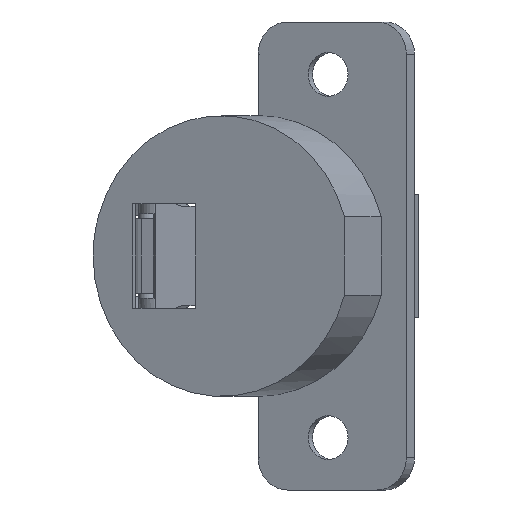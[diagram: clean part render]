
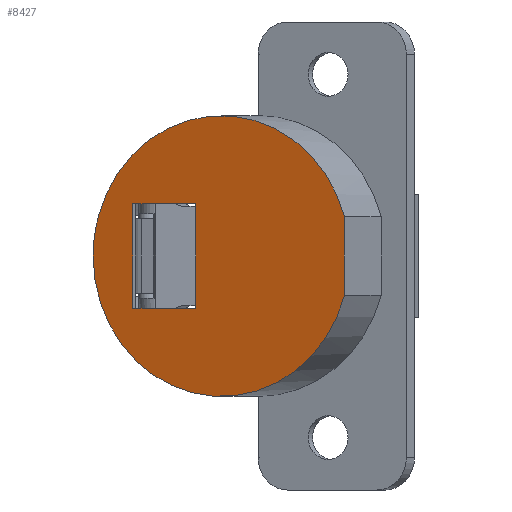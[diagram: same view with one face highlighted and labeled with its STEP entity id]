
A CAD part, front view. The second image highlights one B-rep face of the part: STEP entity #8427.
In plain terms, the highlighted planar face has unit normal (-0.407, -0.913, 0).
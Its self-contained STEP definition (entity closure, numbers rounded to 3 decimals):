
#2849=DIRECTION('',(-0.914,0.407,0.));
#2850=VECTOR('',#2849,8.5);
#2851=CARTESIAN_POINT('',(-0.813,-11.898,6.5));
#2852=LINE('',#2851,#2850);
#3009=DIRECTION('',(0.914,-0.407,0.));
#3010=VECTOR('',#3009,8.5);
#3011=CARTESIAN_POINT('',(-8.578,-8.441,-6.5));
#3012=LINE('',#3011,#3010);
#3113=DIRECTION('',(0.,0.,1.));
#3114=VECTOR('',#3113,9.771);
#3115=CARTESIAN_POINT('',(17.641,-20.115,
-4.886));
#3116=LINE('',#3115,#3114);
#3120=CARTESIAN_POINT('',(2.385,-13.322,0.));
#3121=DIRECTION('',(-0.407,-0.914,0.));
#3122=DIRECTION('',(-0.914,0.407,0.));
#3123=AXIS2_PLACEMENT_3D('',#3120,#3121,#3122);
#3128=CARTESIAN_POINT('',(2.385,-13.322,0.));
#3129=DIRECTION('',(-0.407,-0.914,0.));
#3130=DIRECTION('',(-0.877,0.39,0.281));
#3131=AXIS2_PLACEMENT_3D('',#3128,#3129,#3130);
#3136=CARTESIAN_POINT('',(2.385,-13.322,0.));
#3137=DIRECTION('',(-0.407,-0.914,0.));
#3138=DIRECTION('',(0.877,-0.39,0.281));
#3139=AXIS2_PLACEMENT_3D('',#3136,#3137,#3138);
#3144=DIRECTION('',(0.,0.,1.));
#3145=VECTOR('',#3144,13.);
#3146=CARTESIAN_POINT('',(-8.578,-8.441,-6.5));
#3147=LINE('',#3146,#3145);
#3796=DIRECTION('',(0.,0.,1.));
#3797=VECTOR('',#3796,13.);
#3798=CARTESIAN_POINT('',(-0.813,-11.898,-6.5));
#3799=LINE('',#3798,#3797);
#6143=CARTESIAN_POINT('',(-0.813,-11.898,6.5));
#6144=VERTEX_POINT('',#6143);
#6175=CARTESIAN_POINT('',(-8.578,-8.441,6.5));
#6176=VERTEX_POINT('',#6175);
#6197=CARTESIAN_POINT('',(-0.813,-11.898,-6.5));
#6198=VERTEX_POINT('',#6197);
#6235=CARTESIAN_POINT('',(17.641,-20.115,
-4.886));
#6236=CARTESIAN_POINT('',(17.641,-20.115,4.886));
#6237=VERTEX_POINT('',#6235);
#6238=VERTEX_POINT('',#6236);
#6239=CARTESIAN_POINT('',(-8.578,-8.441,-6.5));
#6240=VERTEX_POINT('',#6239);
#6267=CARTESIAN_POINT('',(-12.871,-6.529,
4.886));
#6268=VERTEX_POINT('',#6267);
#6269=CARTESIAN_POINT('',(-13.511,-6.244,
0.));
#6270=VERTEX_POINT('',#6269);
#8405=CARTESIAN_POINT('',(2.385,-13.322,0.));
#8406=DIRECTION('',(0.407,0.914,0.));
#8407=DIRECTION('',(0.914,-0.407,0.));
#8408=AXIS2_PLACEMENT_3D('',#8405,#8406,#8407);
#8409=PLANE('',#8408);
#8411=ORIENTED_EDGE('',*,*,#8410,.F.);
#8413=ORIENTED_EDGE('',*,*,#8412,.F.);
#8415=ORIENTED_EDGE('',*,*,#8414,.F.);
#8417=ORIENTED_EDGE('',*,*,#8416,.F.);
#8418=EDGE_LOOP('',(#8411,#8413,#8415,#8417));
#8419=FACE_OUTER_BOUND('',#8418,.F.);
#8420=ORIENTED_EDGE('',*,*,#8331,.T.);
#8422=ORIENTED_EDGE('',*,*,#8421,.T.);
#8423=ORIENTED_EDGE('',*,*,#8193,.T.);
#8424=ORIENTED_EDGE('',*,*,#8398,.F.);
#8425=EDGE_LOOP('',(#8420,#8422,#8423,#8424));
#8426=FACE_BOUND('',#8425,.F.);
#3124=CIRCLE('',#3123,17.4);
#3132=CIRCLE('',#3131,17.4);
#3140=CIRCLE('',#3139,17.4);
#8193=EDGE_CURVE('',#6144,#6176,#2852,.T.);
#8331=EDGE_CURVE('',#6240,#6198,#3012,.T.);
#8398=EDGE_CURVE('',#6240,#6176,#3147,.T.);
#8410=EDGE_CURVE('',#6237,#6238,#3116,.T.);
#8412=EDGE_CURVE('',#6270,#6237,#3124,.T.);
#8414=EDGE_CURVE('',#6268,#6270,#3132,.T.);
#8416=EDGE_CURVE('',#6238,#6268,#3140,.T.);
#8421=EDGE_CURVE('',#6198,#6144,#3799,.T.);
#8427=ADVANCED_FACE('',(#8419,#8426),#8409,.F.);
